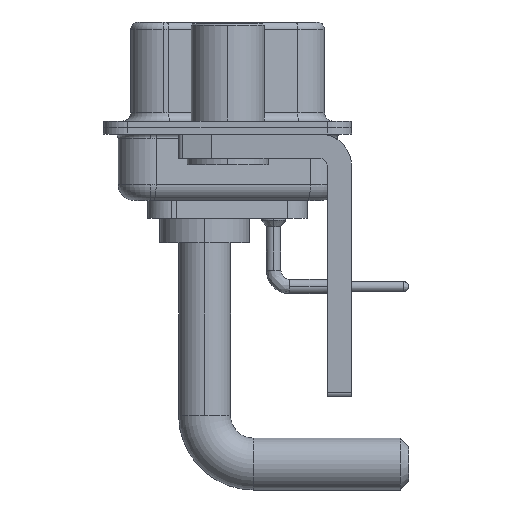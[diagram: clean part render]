
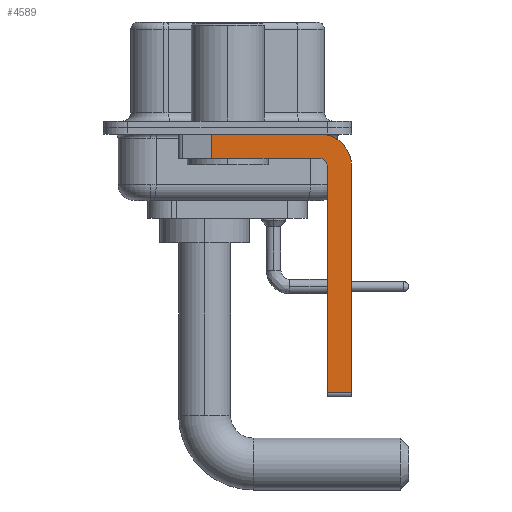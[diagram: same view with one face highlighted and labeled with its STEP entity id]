
A CAD part, left-side view. The second image highlights one B-rep face of the part: STEP entity #4589.
In plain terms, the highlighted planar face has unit normal (-1, 0, 0).
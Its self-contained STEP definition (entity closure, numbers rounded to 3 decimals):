
#855 = LINE ( 'NONE', #2855, #2605 ) ;
#1088 = ORIENTED_EDGE ( 'NONE', *, *, #21158, .F. ) ;
#1806 = CARTESIAN_POINT ( 'NONE',  ( -2.9, -5.65, -0.4 ) ) ;
#2119 = CIRCLE ( 'NONE', #5549, 0.5 ) ;
#2211 = VECTOR ( 'NONE', #8238, 1000. ) ;
#2605 = VECTOR ( 'NONE', #9038, 1000. ) ;
#2636 = DIRECTION ( 'NONE',  ( 0., 0., -1. ) ) ;
#2730 = DIRECTION ( 'NONE',  ( 0., -1., 0. ) ) ;
#2776 = CARTESIAN_POINT ( 'NONE',  ( -2.9, -5.65, -2.4 ) ) ;
#2855 = CARTESIAN_POINT ( 'NONE',  ( -2.9, -7.65, -2.4 ) ) ;
#3368 = VECTOR ( 'NONE', #2730, 1000. ) ;
#3848 = VERTEX_POINT ( 'NONE', #16314 ) ;
#4168 = EDGE_CURVE ( 'NONE', #3848, #15648, #5213, .T. ) ;
#4589 = ADVANCED_FACE ( 'NONE', ( #18659 ), #22668, .F. ) ;
#4922 = CARTESIAN_POINT ( 'NONE',  ( -2.9, -5.65, -1.9 ) ) ;
#5213 = LINE ( 'NONE', #9506, #22256 ) ;
#5476 = ORIENTED_EDGE ( 'NONE', *, *, #4168, .F. ) ;
#5549 = AXIS2_PLACEMENT_3D ( 'NONE', #10426, #16140, #6531 ) ;
#6531 = DIRECTION ( 'NONE',  ( 0., 0., 1. ) ) ;
#6692 = DIRECTION ( 'NONE',  ( 0., -1., 0. ) ) ;
#6958 = AXIS2_PLACEMENT_3D ( 'NONE', #2776, #20657, #2636 ) ;
#8238 = DIRECTION ( 'NONE',  ( 0., 0., -1. ) ) ;
#8249 = CARTESIAN_POINT ( 'NONE',  ( -2.9, -7.65, -16.35 ) ) ;
#8537 = VERTEX_POINT ( 'NONE', #16513 ) ;
#8640 = LINE ( 'NONE', #21010, #3368 ) ;
#8825 = ORIENTED_EDGE ( 'NONE', *, *, #22137, .T. ) ;
#8907 = VERTEX_POINT ( 'NONE', #1806 ) ;
#8968 = LINE ( 'NONE', #24959, #25077 ) ;
#9038 = DIRECTION ( 'NONE',  ( 0., 0., -1. ) ) ;
#9052 = ORIENTED_EDGE ( 'NONE', *, *, #10499, .F. ) ;
#9156 = ORIENTED_EDGE ( 'NONE', *, *, #22898, .F. ) ;
#9506 = CARTESIAN_POINT ( 'NONE',  ( -2.9, -6.15, -16.6 ) ) ;
#10241 = CARTESIAN_POINT ( 'NONE',  ( -2.9, 0.978, -1.9 ) ) ;
#10426 = CARTESIAN_POINT ( 'NONE',  ( -2.9, -5.65, -2.4 ) ) ;
#10499 = EDGE_CURVE ( 'NONE', #8907, #8537, #11497, .T. ) ;
#11192 = VERTEX_POINT ( 'NONE', #8249 ) ;
#11497 = CIRCLE ( 'NONE', #26382, 2. ) ;
#11829 = VERTEX_POINT ( 'NONE', #13355 ) ;
#12491 = DIRECTION ( 'NONE',  ( 0., 0., -1. ) ) ;
#12860 = EDGE_CURVE ( 'NONE', #8537, #11192, #855, .T. ) ;
#12906 = VECTOR ( 'NONE', #22431, 1000. ) ;
#12998 = CARTESIAN_POINT ( 'NONE',  ( -2.9, 0.978, -0.4 ) ) ;
#13240 = VERTEX_POINT ( 'NONE', #12998 ) ;
#13355 = CARTESIAN_POINT ( 'NONE',  ( -2.9, 0.978, -1.9 ) ) ;
#13463 = EDGE_CURVE ( 'NONE', #25449, #11829, #13651, .T. ) ;
#13651 = LINE ( 'NONE', #4922, #12906 ) ;
#14099 = LINE ( 'NONE', #10241, #2211 ) ;
#14313 = EDGE_LOOP ( 'NONE', ( #1088, #24724, #24630, #9156, #5476, #8825, #20404, #9052 ) ) ;
#15648 = VERTEX_POINT ( 'NONE', #20617 ) ;
#16140 = DIRECTION ( 'NONE',  ( -1., 0., 0. ) ) ;
#16314 = CARTESIAN_POINT ( 'NONE',  ( -2.9, -6.15, -16.35 ) ) ;
#16513 = CARTESIAN_POINT ( 'NONE',  ( -2.9, -7.65, -2.4 ) ) ;
#17009 = CARTESIAN_POINT ( 'NONE',  ( -2.9, -5.65, -2.4 ) ) ;
#17621 = DIRECTION ( 'NONE',  ( 0., 0., 1. ) ) ;
#17764 = CARTESIAN_POINT ( 'NONE',  ( -2.9, -5.65, -1.9 ) ) ;
#18659 = FACE_OUTER_BOUND ( 'NONE', #14313, .T. ) ;
#20404 = ORIENTED_EDGE ( 'NONE', *, *, #12860, .F. ) ;
#20617 = CARTESIAN_POINT ( 'NONE',  ( -2.9, -6.15, -2.4 ) ) ;
#20657 = DIRECTION ( 'NONE',  ( 1., 0., 0. ) ) ;
#21010 = CARTESIAN_POINT ( 'NONE',  ( -2.9, -5.65, -16.35 ) ) ;
#21158 = EDGE_CURVE ( 'NONE', #13240, #8907, #8968, .T. ) ;
#22137 = EDGE_CURVE ( 'NONE', #3848, #11192, #8640, .T. ) ;
#22256 = VECTOR ( 'NONE', #17621, 1000. ) ;
#22431 = DIRECTION ( 'NONE',  ( 0., 1., 0. ) ) ;
#22668 = PLANE ( 'NONE',  #6958 ) ;
#22898 = EDGE_CURVE ( 'NONE', #15648, #25449, #2119, .T. ) ;
#24630 = ORIENTED_EDGE ( 'NONE', *, *, #13463, .F. ) ;
#24724 = ORIENTED_EDGE ( 'NONE', *, *, #25149, .T. ) ;
#24959 = CARTESIAN_POINT ( 'NONE',  ( -2.9, 3., -0.4 ) ) ;
#25077 = VECTOR ( 'NONE', #6692, 1000. ) ;
#25149 = EDGE_CURVE ( 'NONE', #13240, #11829, #14099, .T. ) ;
#25155 = DIRECTION ( 'NONE',  ( 1., 0., 0. ) ) ;
#25449 = VERTEX_POINT ( 'NONE', #17764 ) ;
#26382 = AXIS2_PLACEMENT_3D ( 'NONE', #17009, #25155, #12491 ) ;
